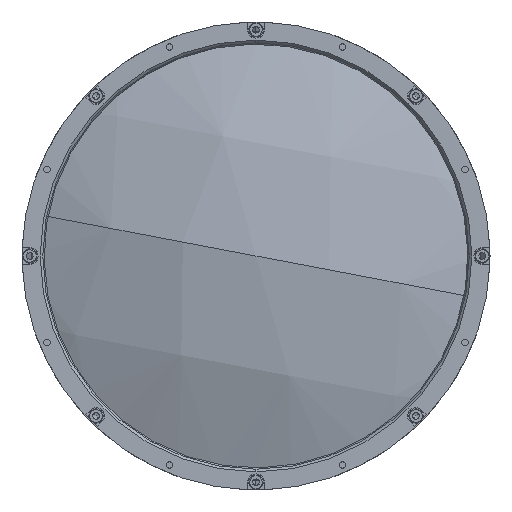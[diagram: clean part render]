
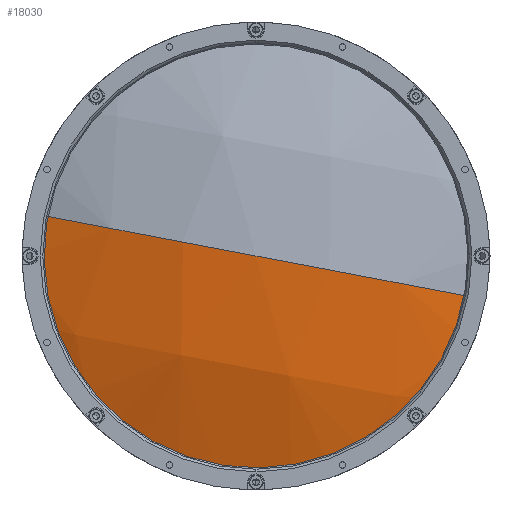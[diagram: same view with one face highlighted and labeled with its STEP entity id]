
A CAD part, left-side view. The second image highlights one B-rep face of the part: STEP entity #18030.
In plain terms, the highlighted spherical face has radius 217.7 mm.
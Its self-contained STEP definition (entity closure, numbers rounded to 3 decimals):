
#41 = VERTEX_POINT ( 'NONE', #3920 ) ;
#912 = CIRCLE ( 'NONE', #19118, 217.7 ) ;
#3159 = DIRECTION ( 'NONE',  ( -1., 0., 0. ) ) ;
#3920 = CARTESIAN_POINT ( 'NONE',  ( 13.859, -82.524, -15.675 ) ) ;
#4212 = CARTESIAN_POINT ( 'NONE',  ( -3., 0., 0. ) ) ;
#4706 = AXIS2_PLACEMENT_3D ( 'NONE', #12065, #29876, #14610 ) ;
#5625 = DIRECTION ( 'NONE',  ( 0., 0.187, -0.982 ) ) ;
#6264 = EDGE_CURVE ( 'NONE', #41, #20324, #912, .T. ) ;
#6963 = CIRCLE ( 'NONE', #4706, 217.7 ) ;
#7389 = DIRECTION ( 'NONE',  ( 0., 0.187, -0.982 ) ) ;
#8707 = ORIENTED_EDGE ( 'NONE', *, *, #11789, .F. ) ;
#11167 = EDGE_LOOP ( 'NONE', ( #12608, #21522, #8707 ) ) ;
#11789 = EDGE_CURVE ( 'NONE', #17573, #20324, #6963, .T. ) ;
#12065 = CARTESIAN_POINT ( 'NONE',  ( 214.7, 0., 0. ) ) ;
#12608 = ORIENTED_EDGE ( 'NONE', *, *, #13305, .T. ) ;
#13305 = EDGE_CURVE ( 'NONE', #17573, #41, #24403, .T. ) ;
#14610 = DIRECTION ( 'NONE',  ( 0., -0.982, -0.187 ) ) ;
#15751 = CARTESIAN_POINT ( 'NONE',  ( 214.7, 0., 0. ) ) ;
#17119 = FACE_OUTER_BOUND ( 'NONE', #11167, .T. ) ;
#17573 = VERTEX_POINT ( 'NONE', #25788 ) ;
#17921 = SPHERICAL_SURFACE ( 'NONE', #30339, 217.7 ) ;
#18030 = ADVANCED_FACE ( 'NONE', ( #17119 ), #17921, .T. ) ;
#18396 = CARTESIAN_POINT ( 'NONE',  ( 13.859, 0., 0. ) ) ;
#19118 = AXIS2_PLACEMENT_3D ( 'NONE', #22614, #7389, #25165 ) ;
#20324 = VERTEX_POINT ( 'NONE', #4212 ) ;
#20948 = DIRECTION ( 'NONE',  ( 0., 0.187, -0.982 ) ) ;
#21522 = ORIENTED_EDGE ( 'NONE', *, *, #6264, .T. ) ;
#22614 = CARTESIAN_POINT ( 'NONE',  ( 214.7, 0., 0. ) ) ;
#24403 = CIRCLE ( 'NONE', #30103, 84. ) ;
#25165 = DIRECTION ( 'NONE',  ( 0., 0.982, 0.187 ) ) ;
#25788 = CARTESIAN_POINT ( 'NONE',  ( 13.859, 82.524, 15.675 ) ) ;
#28531 = DIRECTION ( 'NONE',  ( 0., 0.982, 0.187 ) ) ;
#29876 = DIRECTION ( 'NONE',  ( 0., -0.187, 0.982 ) ) ;
#30103 = AXIS2_PLACEMENT_3D ( 'NONE', #18396, #3159, #20948 ) ;
#30339 = AXIS2_PLACEMENT_3D ( 'NONE', #15751, #5625, #28531 ) ;
